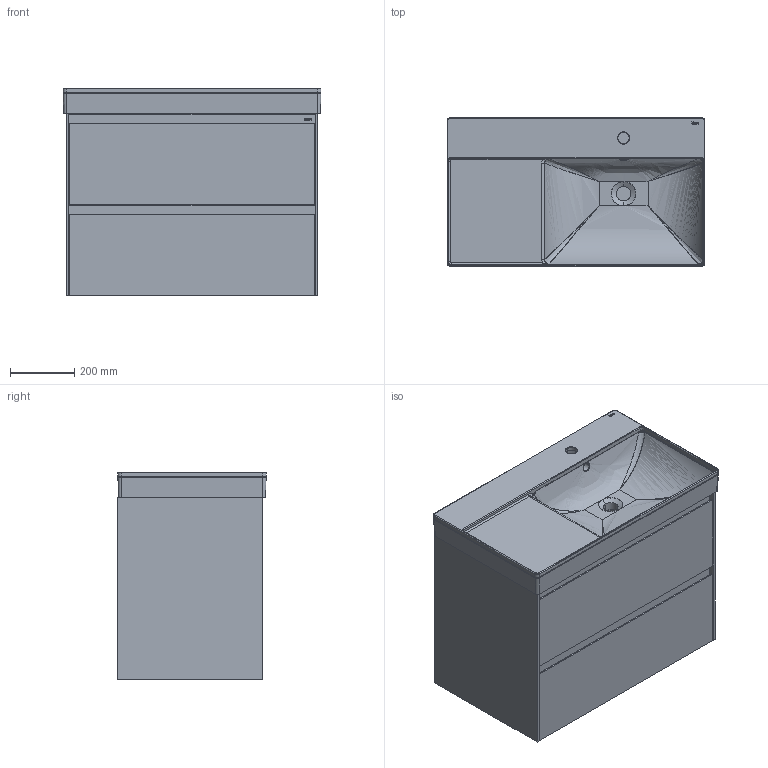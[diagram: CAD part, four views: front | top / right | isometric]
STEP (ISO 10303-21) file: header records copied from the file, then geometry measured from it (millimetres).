
FILE_DESCRIPTION(/* description */ (''),/* implementation_level */ '2;1');
FILE_NAME(/* name */ 'STEP - A8525125.._21204',/* time_stamp */ '2024-10-24T16:09:47+11:00',/* author */ (''),/* organization */ (''),/* preprocessor_version */ 'ST-DEVELOPER v16.5',/* originating_system */ 'Rhino 7.37',/* authorisation */ '');
FILE_SCHEMA (('CONFIG_CONTROL_DESIGN'));
Length unit declared in the file: millimetre
Products named in the file (4): Document; Roca Ona 800 TWIN (Right); Roca Ona TWIN 80045; Roca ONA 800R BASIN2
Assembly tree (3 placements, depth 3):
  Document
    Roca Ona 800 TWIN (Right)
      Roca Ona TWIN 80045
      Roca ONA 800R BASIN2
Bounding box: 800 x 460 x 645 mm (x, y, z)
Volume: 30439691.2 mm3; surface area: 5616888.5 mm2
Topology: 10 solids, 11 shells, 329 faces, 2376 edges, 1941 vertices
Faces by surface type: plane 177, bspline 93, cylinder 59
Entity records: 35970 total; most frequent: CARTESIAN_POINT 22254, ORIENTED_EDGE 4245, EDGE_CURVE 2367, B_SPLINE_CURVE_WITH_KNOTS 1974, VERTEX_POINT 1941, EDGE_LOOP 353, ADVANCED_FACE 329, FACE_OUTER_BOUND 329
